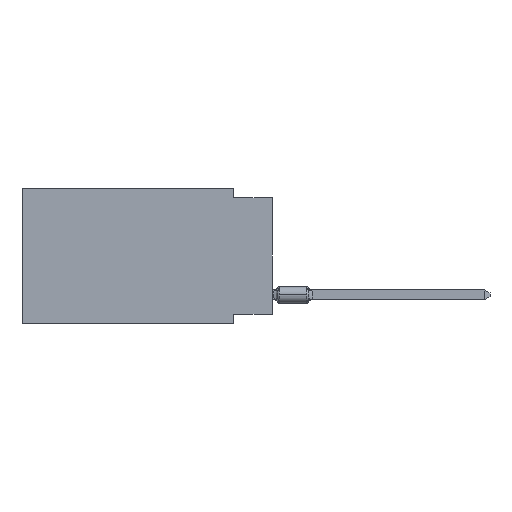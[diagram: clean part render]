
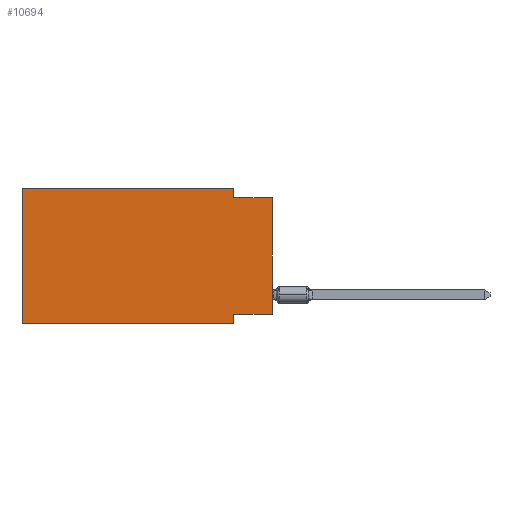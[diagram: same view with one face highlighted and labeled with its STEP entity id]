
A CAD part, left-side view. The second image highlights one B-rep face of the part: STEP entity #10694.
In plain terms, the highlighted planar face has unit normal (-1, 0, 0).
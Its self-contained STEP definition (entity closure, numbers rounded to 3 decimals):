
#322 = EDGE_CURVE ( 'NONE', #12238, #1076, #8461, .T. ) ;
#662 = DIRECTION ( 'NONE',  ( 0., 0., 1. ) ) ;
#756 = DIRECTION ( 'NONE',  ( 0., 0., -1. ) ) ;
#1076 = VERTEX_POINT ( 'NONE', #7011 ) ;
#1325 = VERTEX_POINT ( 'NONE', #5644 ) ;
#1345 = CARTESIAN_POINT ( 'NONE',  ( 0., 2.54, -8.89 ) ) ;
#1364 = EDGE_CURVE ( 'NONE', #8809, #12238, #12168, .T. ) ;
#1658 = VECTOR ( 'NONE', #3159, 1000. ) ;
#1686 = EDGE_CURVE ( 'NONE', #1076, #1325, #6569, .T. ) ;
#1927 = CARTESIAN_POINT ( 'NONE',  ( 0., 16.383, 0. ) ) ;
#2159 = ORIENTED_EDGE ( 'NONE', *, *, #322, .F. ) ;
#2312 = VECTOR ( 'NONE', #5912, 1000. ) ;
#2365 = LINE ( 'NONE', #1345, #11747 ) ;
#2506 = CARTESIAN_POINT ( 'NONE',  ( 0., 0., -0.635 ) ) ;
#2596 = ORIENTED_EDGE ( 'NONE', *, *, #6037, .T. ) ;
#2773 = VERTEX_POINT ( 'NONE', #11546 ) ;
#2961 = EDGE_CURVE ( 'NONE', #10289, #2773, #2365, .T. ) ;
#3072 = CARTESIAN_POINT ( 'NONE',  ( 0., 16.383, 0. ) ) ;
#3135 = CARTESIAN_POINT ( 'NONE',  ( 0., 2.54, 0. ) ) ;
#3159 = DIRECTION ( 'NONE',  ( 0., -1., 0. ) ) ;
#3247 = DIRECTION ( 'NONE',  ( 0., 1., 0. ) ) ;
#3709 = CARTESIAN_POINT ( 'NONE',  ( 0., 0., 0. ) ) ;
#4540 = EDGE_CURVE ( 'NONE', #8886, #10289, #12466, .T. ) ;
#4712 = DIRECTION ( 'NONE',  ( 0., 0., 1. ) ) ;
#4822 = ORIENTED_EDGE ( 'NONE', *, *, #9895, .T. ) ;
#5112 = VERTEX_POINT ( 'NONE', #6655 ) ;
#5563 = DIRECTION ( 'NONE',  ( 0., -1., 0. ) ) ;
#5644 = CARTESIAN_POINT ( 'NONE',  ( 0., 0., -0.635 ) ) ;
#5717 = LINE ( 'NONE', #5789, #8402 ) ;
#5789 = CARTESIAN_POINT ( 'NONE',  ( 0., 16.383, 0. ) ) ;
#5912 = DIRECTION ( 'NONE',  ( 0., -1., 0. ) ) ;
#5937 = ORIENTED_EDGE ( 'NONE', *, *, #10259, .F. ) ;
#6011 = CARTESIAN_POINT ( 'NONE',  ( 0., 16.383, -8.89 ) ) ;
#6037 = EDGE_CURVE ( 'NONE', #5112, #2773, #7019, .T. ) ;
#6134 = CARTESIAN_POINT ( 'NONE',  ( 0., 16.383, 0. ) ) ;
#6396 = CARTESIAN_POINT ( 'NONE',  ( 0., 0., -8.255 ) ) ;
#6539 = CARTESIAN_POINT ( 'NONE',  ( 0., 0., -8.255 ) ) ;
#6569 = LINE ( 'NONE', #2506, #8154 ) ;
#6655 = CARTESIAN_POINT ( 'NONE',  ( 0., 16.383, -8.89 ) ) ;
#6795 = CARTESIAN_POINT ( 'NONE',  ( 0., 2.54, -8.255 ) ) ;
#6984 = FACE_OUTER_BOUND ( 'NONE', #9689, .T. ) ;
#7011 = CARTESIAN_POINT ( 'NONE',  ( 0., 2.54, -0.635 ) ) ;
#7019 = LINE ( 'NONE', #6011, #1658 ) ;
#7619 = LINE ( 'NONE', #3709, #11389 ) ;
#7742 = ORIENTED_EDGE ( 'NONE', *, *, #4540, .F. ) ;
#8154 = VECTOR ( 'NONE', #5563, 1000. ) ;
#8402 = VECTOR ( 'NONE', #4712, 1000. ) ;
#8461 = LINE ( 'NONE', #3135, #13329 ) ;
#8809 = VERTEX_POINT ( 'NONE', #6134 ) ;
#8886 = VERTEX_POINT ( 'NONE', #6396 ) ;
#9547 = CARTESIAN_POINT ( 'NONE',  ( 0., 2.54, 0. ) ) ;
#9689 = EDGE_LOOP ( 'NONE', ( #4822, #12871, #2159, #11656, #5937, #2596, #12526, #7742 ) ) ;
#9895 = EDGE_CURVE ( 'NONE', #8886, #1325, #7619, .T. ) ;
#10259 = EDGE_CURVE ( 'NONE', #5112, #8809, #5717, .T. ) ;
#10289 = VERTEX_POINT ( 'NONE', #6795 ) ;
#10473 = DIRECTION ( 'NONE',  ( 0., 0., -1. ) ) ;
#10694 = ADVANCED_FACE ( 'NONE', ( #6984 ), #12288, .F. ) ;
#10697 = VECTOR ( 'NONE', #3247, 1000. ) ;
#11389 = VECTOR ( 'NONE', #662, 1000. ) ;
#11546 = CARTESIAN_POINT ( 'NONE',  ( 0., 2.54, -8.89 ) ) ;
#11652 = DIRECTION ( 'NONE',  ( 0., 0., -1. ) ) ;
#11656 = ORIENTED_EDGE ( 'NONE', *, *, #1364, .F. ) ;
#11669 = AXIS2_PLACEMENT_3D ( 'NONE', #3072, #12225, #756 ) ;
#11747 = VECTOR ( 'NONE', #11652, 1000. ) ;
#12168 = LINE ( 'NONE', #1927, #2312 ) ;
#12225 = DIRECTION ( 'NONE',  ( 1., 0., 0. ) ) ;
#12238 = VERTEX_POINT ( 'NONE', #9547 ) ;
#12288 = PLANE ( 'NONE',  #11669 ) ;
#12466 = LINE ( 'NONE', #6539, #10697 ) ;
#12526 = ORIENTED_EDGE ( 'NONE', *, *, #2961, .F. ) ;
#12871 = ORIENTED_EDGE ( 'NONE', *, *, #1686, .F. ) ;
#13329 = VECTOR ( 'NONE', #10473, 1000. ) ;
